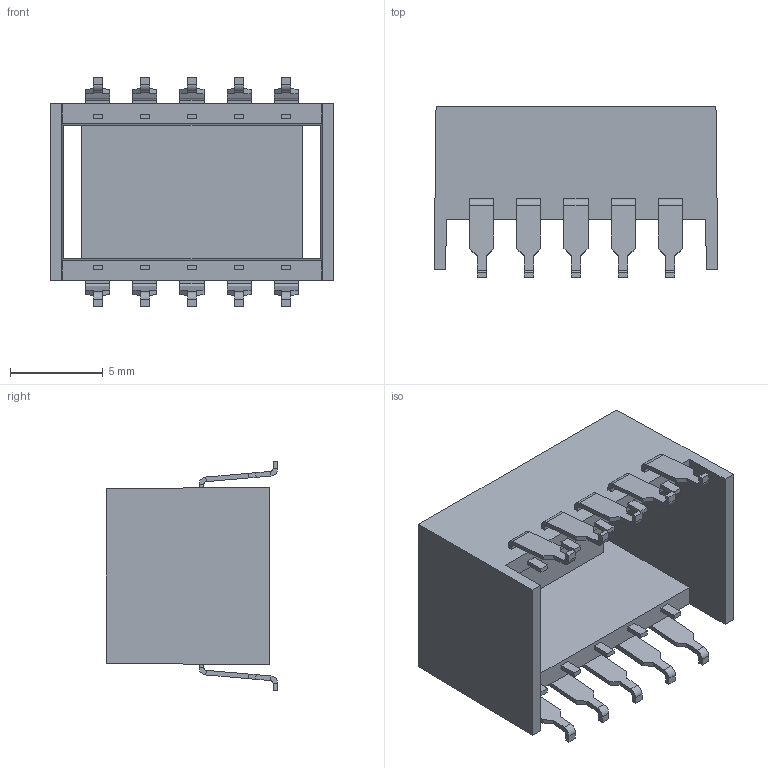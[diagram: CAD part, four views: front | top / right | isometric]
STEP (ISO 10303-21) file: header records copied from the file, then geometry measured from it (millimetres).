
FILE_DESCRIPTION(('FreeCAD Model'),'2;1');
FILE_NAME('R-78AA-0.5SMD_3D_20190805.step','2019-08-05T07:48:14',('Author') ,(''),'Open CASCADE STEP processor 7.3','FreeCAD','Unknown');
FILE_SCHEMA(('AUTOMOTIVE_DESIGN { 1 0 10303 214 1 1 1 1 }'));
Length unit declared in the file: millimetre
Products named in the file (11): R-78AA-0.5SMD_pin10(CTRL); R-78AA-0.5SMD_case; R-78AA-0.5SMD_pin4(+Vout); R-78AA-0.5SMD_pin8(GND); R-78AA-0.5SMD_pin5(+Vout); R-78AA-0.5SMD_pin3(GND); R-78AA-0.5SMD_pin9(GND); R-78AA-0.5SMD_pin2(+Vin); R-78AA-0.5SMD_pin6(Vadj); R-78AA-0.5SMD_pin7(GND); R-78AA-0.5SMD_pin1(+Vin)
Bounding box: 15.3 x 9.24 x 12.35 mm (x, y, z)
Volume: 353.2 mm3; surface area: 1139.5 mm2
Topology: 11 solids, 11 shells, 556 faces, 1288 edges, 752 vertices
Faces by surface type: plane 476, cylinder 80
Entity records: 15421 total; most frequent: CARTESIAN_POINT 2597, ORIENTED_EDGE 2576, DIRECTION 2562, EDGE_CURVE 1288, LINE 1128, VECTOR 1128, VERTEX_POINT 752, AXIS2_PLACEMENT_3D 717
